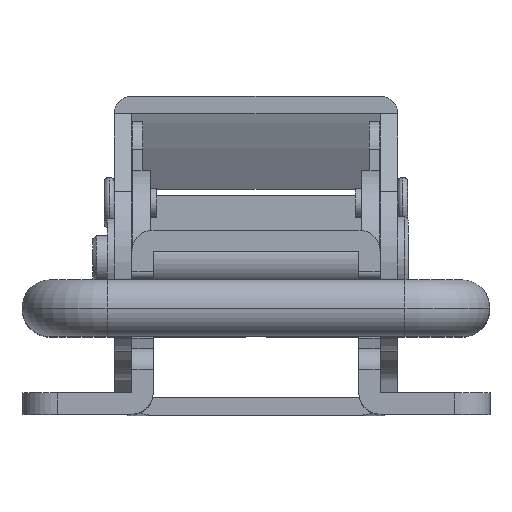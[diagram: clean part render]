
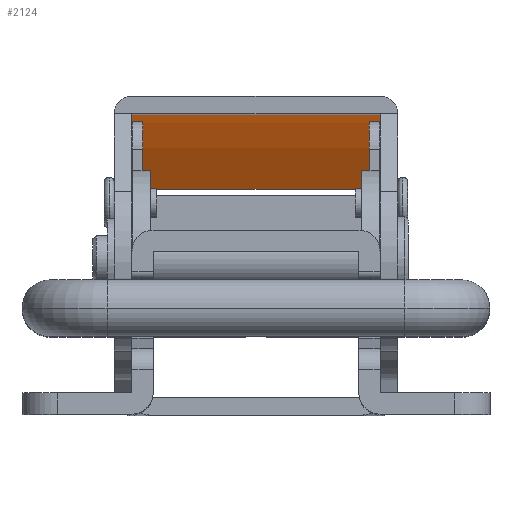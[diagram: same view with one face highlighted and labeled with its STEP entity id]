
A CAD part, top view. The second image highlights one B-rep face of the part: STEP entity #2124.
In plain terms, the highlighted cylindrical face has radius 397.5 mm (diameter 795 mm), a partial arc.
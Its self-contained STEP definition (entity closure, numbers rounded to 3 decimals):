
#28 = CARTESIAN_POINT ( 'NONE',  ( 75., 20.5, -17.5 ) ) ;
#112 = CARTESIAN_POINT ( 'NONE',  ( 75., 20.5, 17.5 ) ) ;
#161 = CARTESIAN_POINT ( 'NONE',  ( 165., 10.177, -17.5 ) ) ;
#1202 = CARTESIAN_POINT ( 'NONE',  ( 165., 10.177, 17.5 ) ) ;
#1435 = EDGE_LOOP ( 'NONE', ( #1546, #1548, #1547, #1549 ) ) ;
#1546 = ORIENTED_EDGE ( 'NONE', *, *, #5208, .T. ) ;
#1547 = ORIENTED_EDGE ( 'NONE', *, *, #5209, .F. ) ;
#1548 = ORIENTED_EDGE ( 'NONE', *, *, #5207, .T. ) ;
#1549 = ORIENTED_EDGE ( 'NONE', *, *, #4716, .F. ) ;
#1684 = VERTEX_POINT ( 'NONE', #112 ) ;
#1693 = VERTEX_POINT ( 'NONE', #28 ) ;
#1727 = VERTEX_POINT ( 'NONE', #161 ) ;
#1798 = VERTEX_POINT ( 'NONE', #1202 ) ;
#1943 = FACE_OUTER_BOUND ( 'NONE', #1435, .T. ) ;
#1944 = CYLINDRICAL_SURFACE ( 'NONE', #2633, 397.5 ) ;
#2124 = ADVANCED_FACE ( 'NONE', ( #1943 ), #1944, .F. ) ;
#2216 = CARTESIAN_POINT ( 'NONE',  ( 75., -377., 17.5 ) ) ;
#2217 = DIRECTION ( 'NONE',  ( 0., 0., -1. ) ) ;
#2218 = DIRECTION ( 'NONE',  ( -1., 0., 0. ) ) ;
#2633 = AXIS2_PLACEMENT_3D ( 'NONE', #2216, #2217, #2218 ) ;
#3118 = LINE ( 'NONE', #8082, #3496 ) ;
#3251 = LINE ( 'NONE', #6206, #6352 ) ;
#3496 = VECTOR ( 'NONE', #8083, 1000. ) ;
#4716 = EDGE_CURVE ( 'NONE', #1798, #1727, #3118, .T. ) ;
#5207 = EDGE_CURVE ( 'NONE', #1684, #1693, #3251, .T. ) ;
#5208 = EDGE_CURVE ( 'NONE', #1798, #1684, #6351, .T. ) ;
#5209 = EDGE_CURVE ( 'NONE', #1727, #1693, #6348, .T. ) ;
#6206 = CARTESIAN_POINT ( 'NONE',  ( 75., 20.5, 17.5 ) ) ;
#6207 = DIRECTION ( 'NONE',  ( 0., 0., -1. ) ) ;
#6208 = CARTESIAN_POINT ( 'NONE',  ( 75., -377., 17.5 ) ) ;
#6209 = DIRECTION ( 'NONE',  ( 0., 0., 1. ) ) ;
#6210 = DIRECTION ( 'NONE',  ( 1., 0., 0. ) ) ;
#6211 = CARTESIAN_POINT ( 'NONE',  ( 75., -377., -17.5 ) ) ;
#6212 = DIRECTION ( 'NONE',  ( 0., 0., 1. ) ) ;
#6213 = DIRECTION ( 'NONE',  ( 1., 0., 0. ) ) ;
#6348 = CIRCLE ( 'NONE', #6355, 397.5 ) ;
#6351 = CIRCLE ( 'NONE', #6353, 397.5 ) ;
#6352 = VECTOR ( 'NONE', #6207, 1000. ) ;
#6353 = AXIS2_PLACEMENT_3D ( 'NONE', #6208, #6209, #6210 ) ;
#6355 = AXIS2_PLACEMENT_3D ( 'NONE', #6211, #6212, #6213 ) ;
#8082 = CARTESIAN_POINT ( 'NONE',  ( 165., 10.177, 17.5 ) ) ;
#8083 = DIRECTION ( 'NONE',  ( 0., 0., -1. ) ) ;
